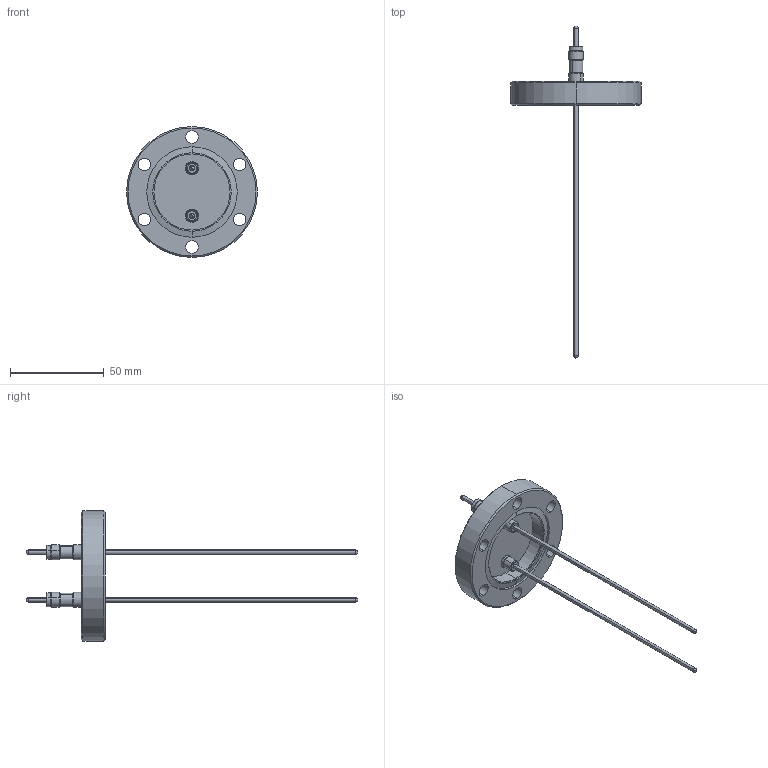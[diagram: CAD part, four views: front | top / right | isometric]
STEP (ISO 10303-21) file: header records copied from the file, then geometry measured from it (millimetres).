
FILE_DESCRIPTION (( 'STEP AP203' ), '1' );
FILE_NAME ('A2207-1-CF.STEP', '2013-06-17T11:42:36', ( '' ), ( '' ), 'SwSTEP 2.0', 'SolidWorks 2012', '' );
FILE_SCHEMA (( 'CONFIG_CONTROL_DESIGN' ));
Length unit declared in the file: inch
Products named in the file (1): A2207-1-CF
Bounding box: 69.85 x 177.29 x 69.85 mm (x, y, z)
Volume: 37205.2 mm3; surface area: 17486.2 mm2
Topology: 1 solids, 1 shells, 154 faces, 326 edges, 196 vertices
Faces by surface type: cylinder 80, cone 30, plane 24, torus 20
Entity records: 4277 total; most frequent: DIRECTION 852, CARTESIAN_POINT 677, ORIENTED_EDGE 652, AXIS2_PLACEMENT_3D 371, EDGE_CURVE 326, CIRCLE 216, VERTEX_POINT 196, EDGE_LOOP 188
